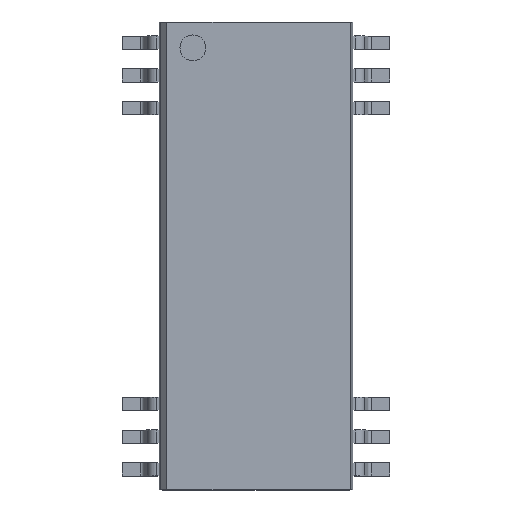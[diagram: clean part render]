
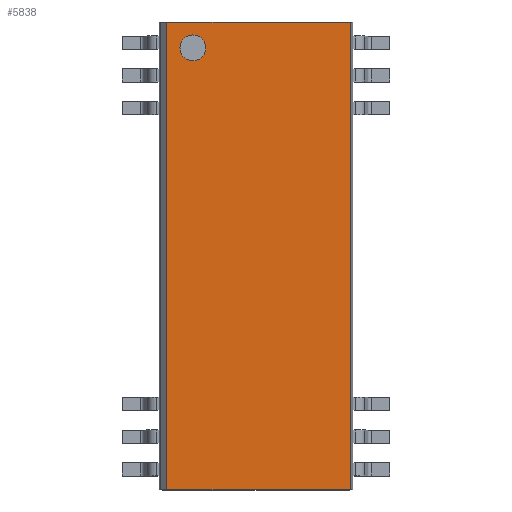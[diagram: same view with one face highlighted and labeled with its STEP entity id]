
A CAD part, top view. The second image highlights one B-rep face of the part: STEP entity #5838.
In plain terms, the highlighted planar face has unit normal (0, 0, 1).
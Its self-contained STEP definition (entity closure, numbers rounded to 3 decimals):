
#5659=CARTESIAN_POINT('',(-1.943,8.05,1.68));
#5660=VERTEX_POINT('',#5659);
#5669=CARTESIAN_POINT('',(-2.943,8.05,1.68));
#5670=VERTEX_POINT('',#5669);
#5671=CARTESIAN_POINT('',(-2.443,8.05,1.68));
#5672=DIRECTION('',(0.0,0.0,-1.0));
#5673=DIRECTION('',(1.0,0.0,0.0));
#5674=AXIS2_PLACEMENT_3D('',#5671,#5672,#5673);
#5675=CIRCLE('',#5674,0.5);
#5676=EDGE_CURVE('',#5670,#5660,#5675,.T.);
#5772=CARTESIAN_POINT('',(-3.443,-9.05,1.68));
#5773=VERTEX_POINT('',#5772);
#5780=CARTESIAN_POINT('',(-3.443,9.05,1.68));
#5781=VERTEX_POINT('',#5780);
#5782=CARTESIAN_POINT('',(-3.443,9.05,1.68));
#5783=DIRECTION('',(0.0,-1.0,0.0));
#5784=VECTOR('',#5783,18.1);
#5785=LINE('',#5782,#5784);
#5786=EDGE_CURVE('',#5781,#5773,#5785,.T.);
#5798=CARTESIAN_POINT('',(-3.443,10.35,1.68));
#5799=DIRECTION('',(0.0,0.0,1.0));
#5800=DIRECTION('',(1.0,0.0,0.0));
#5801=AXIS2_PLACEMENT_3D('',#5798,#5799,#5800);
#5802=PLANE('',#5801);
#5803=CARTESIAN_POINT('',(3.637,-9.05,1.68));
#5804=VERTEX_POINT('',#5803);
#5805=CARTESIAN_POINT('',(-3.443,-9.05,1.68));
#5806=DIRECTION('',(1.0,0.0,0.0));
#5807=VECTOR('',#5806,7.08);
#5808=LINE('',#5805,#5807);
#5809=EDGE_CURVE('',#5773,#5804,#5808,.T.);
#5810=ORIENTED_EDGE('',*,*,#5809,.T.);
#5811=CARTESIAN_POINT('',(3.637,9.05,1.68));
#5812=VERTEX_POINT('',#5811);
#5813=CARTESIAN_POINT('',(3.637,9.05,1.68));
#5814=DIRECTION('',(0.0,-1.0,0.0));
#5815=VECTOR('',#5814,18.1);
#5816=LINE('',#5813,#5815);
#5817=EDGE_CURVE('',#5812,#5804,#5816,.T.);
#5818=ORIENTED_EDGE('',*,*,#5817,.F.);
#5819=CARTESIAN_POINT('',(-3.443,9.05,1.68));
#5820=DIRECTION('',(1.0,0.0,0.0));
#5821=VECTOR('',#5820,7.08);
#5822=LINE('',#5819,#5821);
#5823=EDGE_CURVE('',#5781,#5812,#5822,.T.);
#5824=ORIENTED_EDGE('',*,*,#5823,.F.);
#5825=ORIENTED_EDGE('',*,*,#5786,.T.);
#5826=EDGE_LOOP('',(#5810,#5818,#5824,#5825));
#5827=FACE_OUTER_BOUND('',#5826,.T.);
#5828=CARTESIAN_POINT('',(-2.443,8.05,1.68));
#5829=DIRECTION('',(0.0,0.0,-1.0));
#5830=DIRECTION('',(1.0,0.0,0.0));
#5831=AXIS2_PLACEMENT_3D('',#5828,#5829,#5830);
#5832=CIRCLE('',#5831,0.5);
#5833=EDGE_CURVE('',#5660,#5670,#5832,.T.);
#5834=ORIENTED_EDGE('',*,*,#5833,.T.);
#5835=ORIENTED_EDGE('',*,*,#5676,.T.);
#5836=EDGE_LOOP('',(#5834,#5835));
#5837=FACE_BOUND('',#5836,.T.);
#5838=ADVANCED_FACE('',(#5827,#5837),#5802,.T.);
